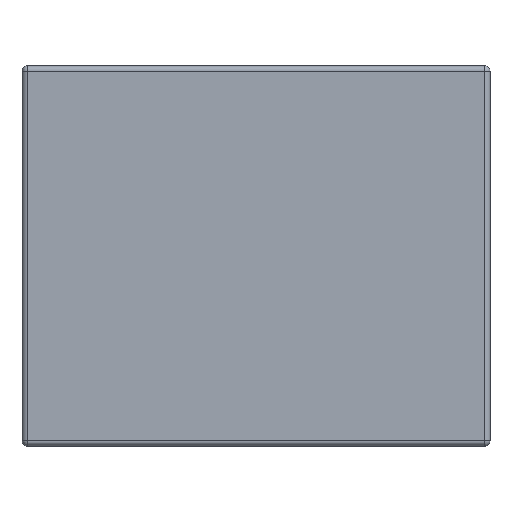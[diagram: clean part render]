
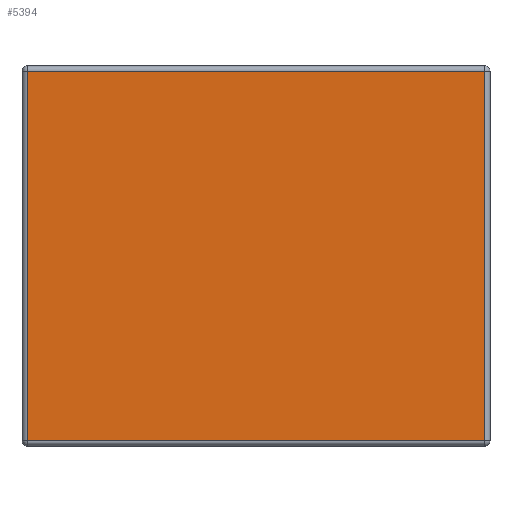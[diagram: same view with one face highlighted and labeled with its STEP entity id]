
A CAD part, front view. The second image highlights one B-rep face of the part: STEP entity #5394.
In plain terms, the highlighted planar face has unit normal (0, -1, 0).
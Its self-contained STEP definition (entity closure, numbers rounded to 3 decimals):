
#102 = EDGE_CURVE ( 'NONE', #4709, #6640, #5043, .T. ) ;
#110 = CARTESIAN_POINT ( 'NONE',  ( 41.75, -6., -33.75 ) ) ;
#572 = FACE_OUTER_BOUND ( 'NONE', #5082, .T. ) ;
#782 = CARTESIAN_POINT ( 'NONE',  ( 42.75, -6., -33.75 ) ) ;
#826 = ORIENTED_EDGE ( 'NONE', *, *, #3947, .T. ) ;
#963 = VERTEX_POINT ( 'NONE', #110 ) ;
#1251 = DIRECTION ( 'NONE',  ( -1., 0., 0. ) ) ;
#1779 = DIRECTION ( 'NONE',  ( 1., 0., 0. ) ) ;
#1815 = LINE ( 'NONE', #4961, #3764 ) ;
#2136 = CARTESIAN_POINT ( 'NONE',  ( -41.75, -6., -33.75 ) ) ;
#2503 = ORIENTED_EDGE ( 'NONE', *, *, #5073, .T. ) ;
#2672 = DIRECTION ( 'NONE',  ( 0., 1., 0. ) ) ;
#3060 = ORIENTED_EDGE ( 'NONE', *, *, #4814, .T. ) ;
#3072 = CARTESIAN_POINT ( 'NONE',  ( 41.75, -6., 33.75 ) ) ;
#3189 = PLANE ( 'NONE',  #3306 ) ;
#3248 = VECTOR ( 'NONE', #4012, 1000. ) ;
#3306 = AXIS2_PLACEMENT_3D ( 'NONE', #4255, #2672, #6414 ) ;
#3489 = LINE ( 'NONE', #5645, #5447 ) ;
#3764 = VECTOR ( 'NONE', #1251, 1000. ) ;
#3947 = EDGE_CURVE ( 'NONE', #963, #6867, #3489, .T. ) ;
#4012 = DIRECTION ( 'NONE',  ( 0., 0., -1. ) ) ;
#4255 = CARTESIAN_POINT ( 'NONE',  ( 0., -6., 0. ) ) ;
#4463 = LINE ( 'NONE', #782, #4999 ) ;
#4614 = CARTESIAN_POINT ( 'NONE',  ( -41.75, -6., -34.75 ) ) ;
#4709 = VERTEX_POINT ( 'NONE', #5197 ) ;
#4814 = EDGE_CURVE ( 'NONE', #6640, #963, #4463, .T. ) ;
#4961 = CARTESIAN_POINT ( 'NONE',  ( -42.75, -6., 33.75 ) ) ;
#4999 = VECTOR ( 'NONE', #1779, 1000. ) ;
#5043 = LINE ( 'NONE', #4614, #3248 ) ;
#5073 = EDGE_CURVE ( 'NONE', #6867, #4709, #1815, .T. ) ;
#5082 = EDGE_LOOP ( 'NONE', ( #826, #2503, #6529, #3060 ) ) ;
#5116 = DIRECTION ( 'NONE',  ( 0., 0., 1. ) ) ;
#5197 = CARTESIAN_POINT ( 'NONE',  ( -41.75, -6., 33.75 ) ) ;
#5394 = ADVANCED_FACE ( 'NONE', ( #572 ), #3189, .F. ) ;
#5447 = VECTOR ( 'NONE', #5116, 1000. ) ;
#5645 = CARTESIAN_POINT ( 'NONE',  ( 41.75, -6., 34.75 ) ) ;
#6414 = DIRECTION ( 'NONE',  ( 0., 0., 1. ) ) ;
#6529 = ORIENTED_EDGE ( 'NONE', *, *, #102, .T. ) ;
#6640 = VERTEX_POINT ( 'NONE', #2136 ) ;
#6867 = VERTEX_POINT ( 'NONE', #3072 ) ;
